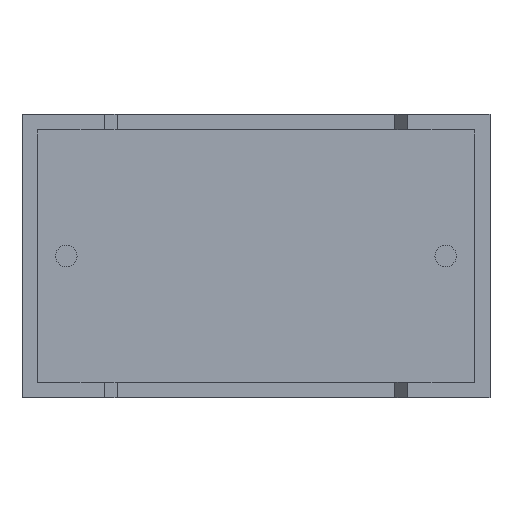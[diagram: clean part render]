
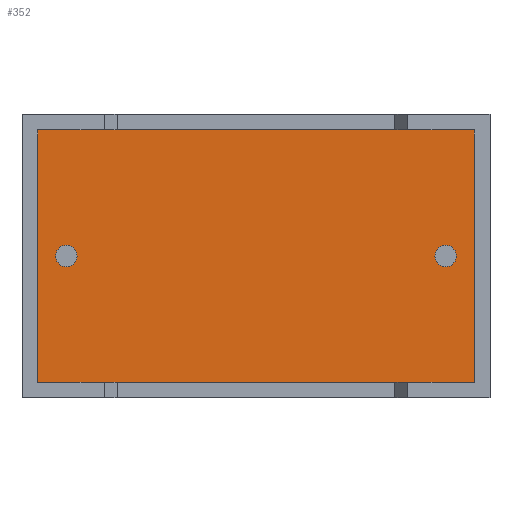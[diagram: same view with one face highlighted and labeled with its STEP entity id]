
A CAD part, front view. The second image highlights one B-rep face of the part: STEP entity #352.
In plain terms, the highlighted planar face has unit normal (0, -1, 0).
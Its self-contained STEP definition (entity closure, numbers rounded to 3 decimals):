
#4 = DIRECTION ( 'NONE',  ( 0., 0., -1. ) ) ;
#7 = CIRCLE ( 'NONE', #104, 0.425 ) ;
#31 = DIRECTION ( 'NONE',  ( 0., 0., -1. ) ) ;
#36 = PLANE ( 'NONE',  #2967 ) ;
#73 = ORIENTED_EDGE ( 'NONE', *, *, #2449, .T. ) ;
#94 = CARTESIAN_POINT ( 'NONE',  ( 17.883, 0.75, 0.617 ) ) ;
#104 = AXIS2_PLACEMENT_3D ( 'NONE', #2421, #2440, #1309 ) ;
#170 = VERTEX_POINT ( 'NONE', #2604 ) ;
#213 = CARTESIAN_POINT ( 'NONE',  ( 16.75, 0.75, 5.6 ) ) ;
#245 = CARTESIAN_POINT ( 'NONE',  ( 1.75, 0.75, 6.025 ) ) ;
#277 = CARTESIAN_POINT ( 'NONE',  ( 17.883, 0.75, 10.583 ) ) ;
#352 = ADVANCED_FACE ( 'NONE', ( #2813, #2578, #1201 ), #36, .T. ) ;
#382 = ORIENTED_EDGE ( 'NONE', *, *, #544, .F. ) ;
#391 = CARTESIAN_POINT ( 'NONE',  ( 1.75, 0.75, 5.175 ) ) ;
#420 = DIRECTION ( 'NONE',  ( 1., 0., 0. ) ) ;
#459 = CIRCLE ( 'NONE', #2877, 0.425 ) ;
#476 = EDGE_CURVE ( 'NONE', #170, #2636, #2659, .T. ) ;
#481 = DIRECTION ( 'NONE',  ( 0., 0., -1. ) ) ;
#494 = DIRECTION ( 'NONE',  ( 0., -1., 0. ) ) ;
#544 = EDGE_CURVE ( 'NONE', #1242, #2582, #7, .T. ) ;
#565 = VECTOR ( 'NONE', #2369, 1000. ) ;
#629 = DIRECTION ( 'NONE',  ( 0., 0., -1. ) ) ;
#641 = DIRECTION ( 'NONE',  ( 0., 0., -1. ) ) ;
#700 = CARTESIAN_POINT ( 'NONE',  ( 0.617, 0.75, 0.617 ) ) ;
#955 = VERTEX_POINT ( 'NONE', #94 ) ;
#1036 = DIRECTION ( 'NONE',  ( 0., 0., 1. ) ) ;
#1169 = ORIENTED_EDGE ( 'NONE', *, *, #2583, .T. ) ;
#1201 = FACE_BOUND ( 'NONE', #2426, .T. ) ;
#1242 = VERTEX_POINT ( 'NONE', #391 ) ;
#1273 = EDGE_CURVE ( 'NONE', #2582, #1242, #2524, .T. ) ;
#1309 = DIRECTION ( 'NONE',  ( 0., 0., -1. ) ) ;
#1311 = EDGE_CURVE ( 'NONE', #2402, #2625, #2756, .T. ) ;
#1396 = VERTEX_POINT ( 'NONE', #2623 ) ;
#1408 = VECTOR ( 'NONE', #1036, 1000. ) ;
#1410 = DIRECTION ( 'NONE',  ( 0., -1., 0. ) ) ;
#1438 = LINE ( 'NONE', #277, #565 ) ;
#1467 = CARTESIAN_POINT ( 'NONE',  ( 17.883, 0.75, 0.617 ) ) ;
#1491 = ORIENTED_EDGE ( 'NONE', *, *, #1311, .T. ) ;
#1531 = CARTESIAN_POINT ( 'NONE',  ( 16.75, 0.75, 5.175 ) ) ;
#1543 = AXIS2_PLACEMENT_3D ( 'NONE', #3006, #2788, #629 ) ;
#1651 = DIRECTION ( 'NONE',  ( 0., -1., 0. ) ) ;
#1681 = CARTESIAN_POINT ( 'NONE',  ( 0., 0.75, 0. ) ) ;
#1746 = EDGE_CURVE ( 'NONE', #2636, #170, #459, .T. ) ;
#1783 = CARTESIAN_POINT ( 'NONE',  ( 0.617, 0.75, 0.617 ) ) ;
#1896 = EDGE_CURVE ( 'NONE', #955, #1396, #2381, .T. ) ;
#2017 = CARTESIAN_POINT ( 'NONE',  ( 0.617, 0.75, 10.583 ) ) ;
#2049 = ORIENTED_EDGE ( 'NONE', *, *, #1746, .F. ) ;
#2083 = ORIENTED_EDGE ( 'NONE', *, *, #1273, .F. ) ;
#2101 = CARTESIAN_POINT ( 'NONE',  ( 16.75, 0.75, 5.6 ) ) ;
#2127 = VECTOR ( 'NONE', #641, 1000. ) ;
#2207 = EDGE_LOOP ( 'NONE', ( #2670, #2049 ) ) ;
#2369 = DIRECTION ( 'NONE',  ( -1., 0., 0. ) ) ;
#2381 = LINE ( 'NONE', #1467, #1408 ) ;
#2402 = VERTEX_POINT ( 'NONE', #2017 ) ;
#2421 = CARTESIAN_POINT ( 'NONE',  ( 1.75, 0.75, 5.6 ) ) ;
#2426 = EDGE_LOOP ( 'NONE', ( #2083, #382 ) ) ;
#2440 = DIRECTION ( 'NONE',  ( 0., -1., 0. ) ) ;
#2449 = EDGE_CURVE ( 'NONE', #2625, #955, #2797, .T. ) ;
#2515 = AXIS2_PLACEMENT_3D ( 'NONE', #2101, #1651, #481 ) ;
#2524 = CIRCLE ( 'NONE', #1543, 0.425 ) ;
#2563 = CARTESIAN_POINT ( 'NONE',  ( 0.617, 0.75, 10.583 ) ) ;
#2578 = FACE_OUTER_BOUND ( 'NONE', #2912, .T. ) ;
#2582 = VERTEX_POINT ( 'NONE', #245 ) ;
#2583 = EDGE_CURVE ( 'NONE', #1396, #2402, #1438, .T. ) ;
#2604 = CARTESIAN_POINT ( 'NONE',  ( 16.75, 0.75, 6.025 ) ) ;
#2623 = CARTESIAN_POINT ( 'NONE',  ( 17.883, 0.75, 10.583 ) ) ;
#2625 = VERTEX_POINT ( 'NONE', #1783 ) ;
#2636 = VERTEX_POINT ( 'NONE', #1531 ) ;
#2659 = CIRCLE ( 'NONE', #2515, 0.425 ) ;
#2670 = ORIENTED_EDGE ( 'NONE', *, *, #476, .F. ) ;
#2756 = LINE ( 'NONE', #2563, #2127 ) ;
#2788 = DIRECTION ( 'NONE',  ( 0., -1., 0. ) ) ;
#2797 = LINE ( 'NONE', #700, #2932 ) ;
#2813 = FACE_BOUND ( 'NONE', #2207, .T. ) ;
#2863 = ORIENTED_EDGE ( 'NONE', *, *, #1896, .T. ) ;
#2877 = AXIS2_PLACEMENT_3D ( 'NONE', #213, #1410, #31 ) ;
#2912 = EDGE_LOOP ( 'NONE', ( #1491, #73, #2863, #1169 ) ) ;
#2932 = VECTOR ( 'NONE', #420, 1000. ) ;
#2967 = AXIS2_PLACEMENT_3D ( 'NONE', #1681, #494, #4 ) ;
#3006 = CARTESIAN_POINT ( 'NONE',  ( 1.75, 0.75, 5.6 ) ) ;
